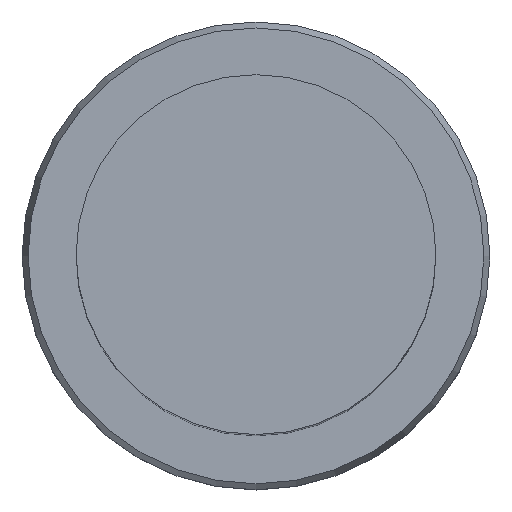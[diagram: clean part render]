
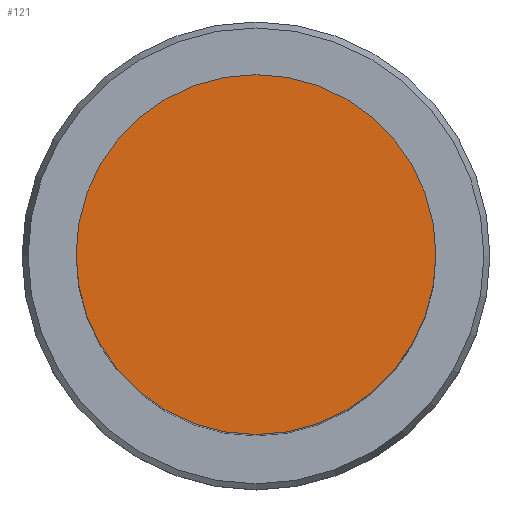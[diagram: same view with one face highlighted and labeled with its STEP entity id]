
A CAD part, top view. The second image highlights one B-rep face of the part: STEP entity #121.
In plain terms, the highlighted planar face has unit normal (0, 0, 1).
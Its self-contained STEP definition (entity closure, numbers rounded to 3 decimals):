
#81=EDGE_CURVE('240[2]',#183,#183,#184,.T.);
#121=ADVANCED_FACE('240[2]',(#246),#247,.T.);
#183=VERTEX_POINT('',#310);
#184=CIRCLE('',#311,15.0);
#246=FACE_OUTER_BOUND('',#389,.T.);
#247=PLANE('',#390);
#310=CARTESIAN_POINT('',(0.,15.0,154.));
#311=AXIS2_PLACEMENT_3D('',#440,#441,#442);
#389=EDGE_LOOP('',(#510));
#390=AXIS2_PLACEMENT_3D('',#511,#512,#513);
#440=CARTESIAN_POINT('',(0.,0.,154.));
#441=DIRECTION('',(0.,0.,-1.0));
#442=DIRECTION('',(0.,1.0,0.));
#510=ORIENTED_EDGE('',*,*,#81,.F.);
#511=CARTESIAN_POINT('',(0.,7.5,154.));
#512=DIRECTION('',(0.,0.,1.0));
#513=DIRECTION('',(1.0,0.,0.0));
